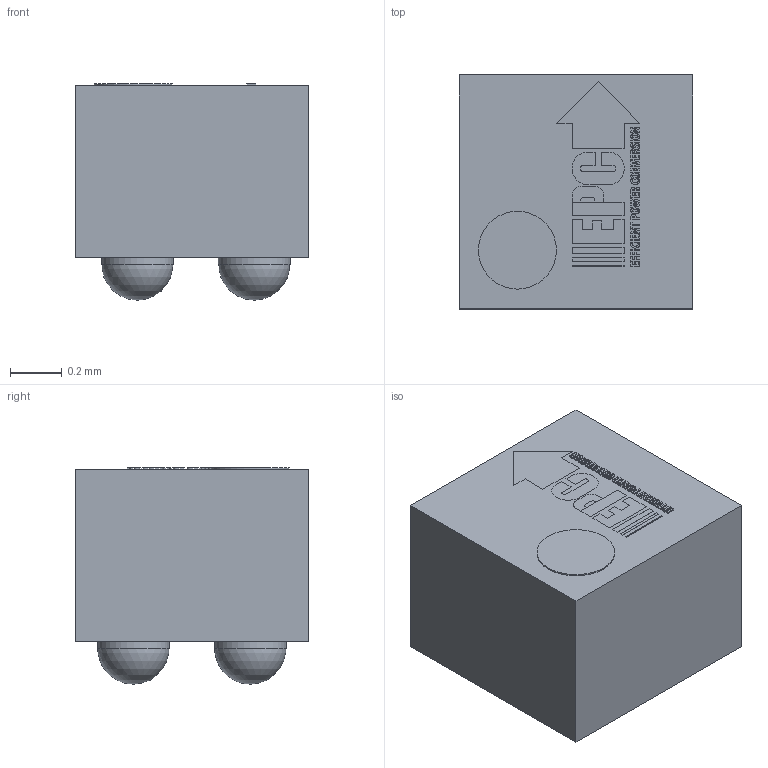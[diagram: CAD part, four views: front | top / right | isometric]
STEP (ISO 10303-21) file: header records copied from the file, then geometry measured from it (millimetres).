
FILE_DESCRIPTION(('FreeCAD Model'),'2;1');
FILE_NAME('epc2036.step', '2022-08-04T23:38:45',('Author'),(''), 'Open CASCADE STEP processor 6.9','FreeCAD','Unknown');
FILE_SCHEMA(('AUTOMOTIVE_DESIGN { 1 0 10303 214 1 1 1 1 }'));
Length unit declared in the file: millimetre
Products named in the file (38): ASSEMBLY; 3D_EPClogo0_75mm007; Board; 3D_EPClogo0_75mm; 3D_EPClogo0_75mm006; 3D_EPClogo0_75mm010; 3D_EPClogo0_75mm009; 3D_EPClogo0_75mm029; 3D_EPClogo0_75mm031; 3D_EPClogo0_75mm030; 3D_EPClogo0_75mm015; 3D_EPClogo0_75mm003; Cylinder006; Sphere005; 3D_EPClogo0_75mm024; 3D_EPClogo0_75mm028; 3D_EPClogo0_75mm027; 3D_EPClogo0_75mm005; 3D_EPClogo0_75mm008; 3D_EPClogo0_75mm012; 3D_EPClogo0_75mm002; Cylinder007; Extruded; 3D_EPClogo0_75mm018; 3D_EPClogo0_75mm019; 3D_EPClogo0_75mm022; 3D_EPClogo0_75mm021; 3D_EPClogo0_75mm020; 3D_EPClogo0_75mm025; 3D_EPClogo0_75mm026; 3D_EPClogo0_75mm023; 3D_EPClogo0_75mm004; 3D_EPClogo0_75mm011; 3D_EPClogo0_75mm013; 3D_EPClogo0_75mm014; 3D_EPClogo0_75mm017; 3D_EPClogo0_75mm016; 3D_EPClogo0_75mm001
Assembly tree (43 placements, depth 2):
  ASSEMBLY
    3D_EPClogo0_75mm007
    Board
    3D_EPClogo0_75mm
    3D_EPClogo0_75mm006
    3D_EPClogo0_75mm010
    3D_EPClogo0_75mm009
    3D_EPClogo0_75mm029
    3D_EPClogo0_75mm031
    3D_EPClogo0_75mm030
    3D_EPClogo0_75mm015
    3D_EPClogo0_75mm003
    Cylinder006  x4
    Sphere005  x4
    3D_EPClogo0_75mm024
    3D_EPClogo0_75mm028
    3D_EPClogo0_75mm027
    3D_EPClogo0_75mm005
    3D_EPClogo0_75mm008
    3D_EPClogo0_75mm012
    3D_EPClogo0_75mm002
    Cylinder007
    Extruded
    3D_EPClogo0_75mm018
    3D_EPClogo0_75mm019
    3D_EPClogo0_75mm022
    3D_EPClogo0_75mm021
    3D_EPClogo0_75mm020
    3D_EPClogo0_75mm025
    3D_EPClogo0_75mm026
    3D_EPClogo0_75mm023
    3D_EPClogo0_75mm004
    3D_EPClogo0_75mm011
    3D_EPClogo0_75mm013
    3D_EPClogo0_75mm014
    3D_EPClogo0_75mm017
    3D_EPClogo0_75mm016
    3D_EPClogo0_75mm001
Bounding box: 0.9 x 0.9 x 0.83 mm (x, y, z)
Volume: 0.6 mm3; surface area: 6 mm2
Topology: 37 solids, 42 shells, 380 faces, 1054 edges, 745 vertices
Faces by surface type: plane 262, extrusion 104, bspline 5, cylinder 5, sphere 4
Full cylindrical faces by diameter (mm): 0.276 x4, 0.3 x1
Entity records: 26035 total; most frequent: CARTESIAN_POINT 5902, DIRECTION 3139, VECTOR 2525, LINE 2421, ORIENTED_EDGE 1939, PCURVE 1939, DEFINITIONAL_REPRESENTATION 1939, EDGE_CURVE 1033
